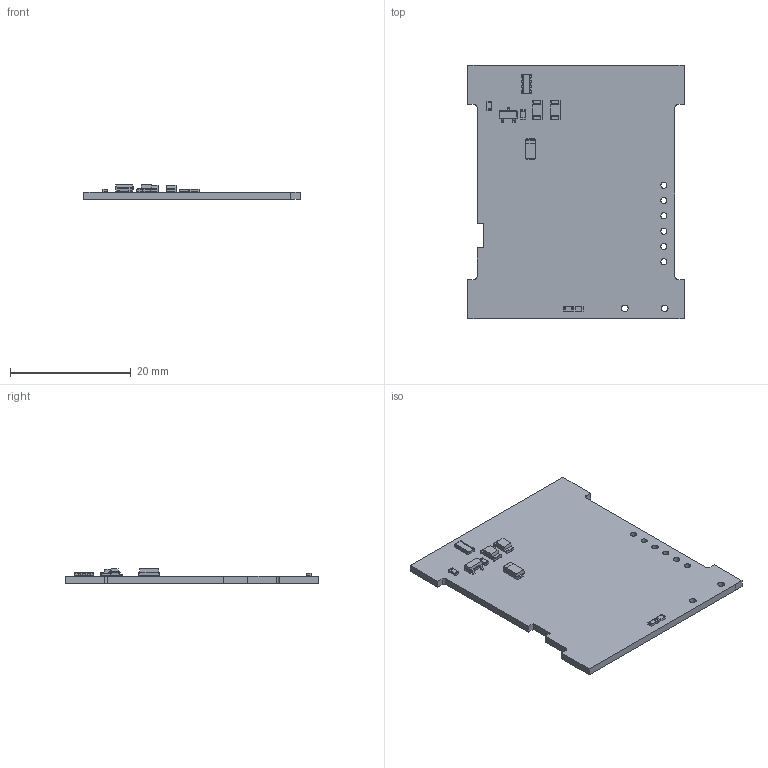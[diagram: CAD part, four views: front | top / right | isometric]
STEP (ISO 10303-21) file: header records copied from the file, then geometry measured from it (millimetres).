
FILE_DESCRIPTION(('KiCad electronic assembly'),'2;1');
FILE_NAME('base.step','2019-12-11T21:34:15',('An Author'),('A Company'), 'Open CASCADE STEP processor 6.9','KiCad to STEP converter','Unknown' );
FILE_SCHEMA(('AUTOMOTIVE_DESIGN { 1 0 10303 214 1 1 1 1 }'));
Length unit declared in the file: millimetre
Products named in the file (12): Open CASCADE STEP translator 6.9 1; R_0603_1608Metric; SOLID; LED_1206_3216Metric; R_Array_Convex_4x0603; CP_EIA-3216-12_Kemet-S; SOT-23; COMPOUND
Assembly tree (15 placements, depth 3):
  Open CASCADE STEP translator 6.9 1
    R_0603_1608Metric  x4
      SOLID
    LED_1206_3216Metric  x2
      SOLID
    R_Array_Convex_4x0603
      SOLID
    CP_EIA-3216-12_Kemet-S
      SOLID
    SOT-23
      SOLID
    COMPOUND
Bounding box: 35.8 x 42 x 2.45 mm (x, y, z)
Volume: 1709.9 mm3; surface area: 3155.2 mm2
Topology: 10 solids, 10 shells, 558 faces, 1538 edges, 1004 vertices
Faces by surface type: plane 377, cylinder 146, bspline 35
Full cylindrical faces by diameter (mm): 1.016 x6, 1.1 x2
Entity records: 33902 total; most frequent: CARTESIAN_POINT 7097, DIRECTION 4398, LINE 2988, VECTOR 2988, ORIENTED_EDGE 2402, PCURVE 2402, DEFINITIONAL_REPRESENTATION 2402, EDGE_CURVE 1201
